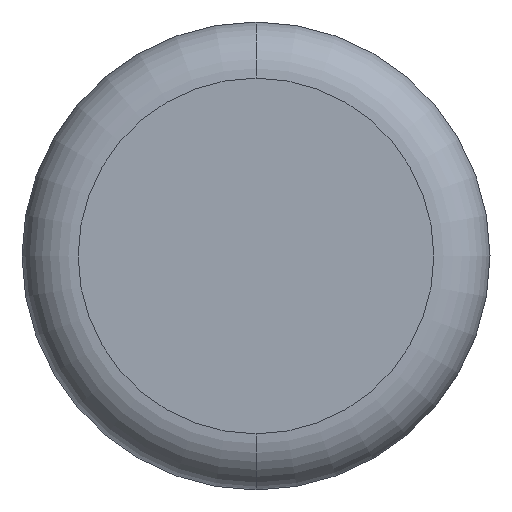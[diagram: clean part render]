
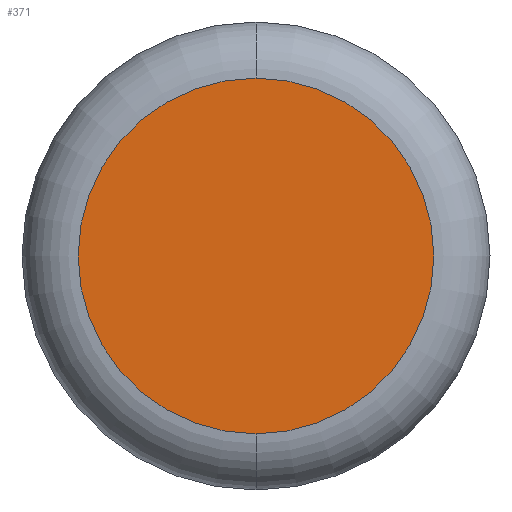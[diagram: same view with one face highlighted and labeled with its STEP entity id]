
A CAD part, front view. The second image highlights one B-rep face of the part: STEP entity #371.
In plain terms, the highlighted planar face has unit normal (0, -1, 0).
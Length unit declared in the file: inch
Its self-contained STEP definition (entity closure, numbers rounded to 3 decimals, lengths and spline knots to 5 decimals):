
#33 = AXIS2_PLACEMENT_3D ( 'NONE', #461, #44, #420 ) ;
#43 = ORIENTED_EDGE ( 'NONE', *, *, #439, .T. ) ;
#44 = DIRECTION ( 'NONE',  ( 0., -1., 0. ) ) ;
#64 = FACE_OUTER_BOUND ( 'NONE', #529, .T. ) ;
#67 = DIRECTION ( 'NONE',  ( 0., -1., 0. ) ) ;
#76 = DIRECTION ( 'NONE',  ( 0., 0., -1. ) ) ;
#89 = CARTESIAN_POINT ( 'NONE',  ( 0., 0., 0.285 ) ) ;
#156 = CARTESIAN_POINT ( 'NONE',  ( 0., 0., 0. ) ) ;
#209 = VERTEX_POINT ( 'NONE', #275 ) ;
#275 = CARTESIAN_POINT ( 'NONE',  ( 0., 0., -0.285 ) ) ;
#315 = VERTEX_POINT ( 'NONE', #89 ) ;
#341 = EDGE_CURVE ( 'NONE', #315, #209, #513, .T. ) ;
#371 = ADVANCED_FACE ( 'NONE', ( #64 ), #447, .T. ) ;
#402 = ORIENTED_EDGE ( 'NONE', *, *, #341, .T. ) ;
#420 = DIRECTION ( 'NONE',  ( 0., 0., -1. ) ) ;
#436 = DIRECTION ( 'NONE',  ( 0., 0., -1. ) ) ;
#439 = EDGE_CURVE ( 'NONE', #209, #315, #514, .T. ) ;
#447 = PLANE ( 'NONE',  #542 ) ;
#461 = CARTESIAN_POINT ( 'NONE',  ( 0., 0., 0. ) ) ;
#476 = CARTESIAN_POINT ( 'NONE',  ( 0., 0., 0. ) ) ;
#493 = DIRECTION ( 'NONE',  ( 0., -1., 0. ) ) ;
#513 = CIRCLE ( 'NONE', #33, 0.285 ) ;
#514 = CIRCLE ( 'NONE', #533, 0.285 ) ;
#529 = EDGE_LOOP ( 'NONE', ( #43, #402 ) ) ;
#533 = AXIS2_PLACEMENT_3D ( 'NONE', #156, #493, #76 ) ;
#542 = AXIS2_PLACEMENT_3D ( 'NONE', #476, #67, #436 ) ;
